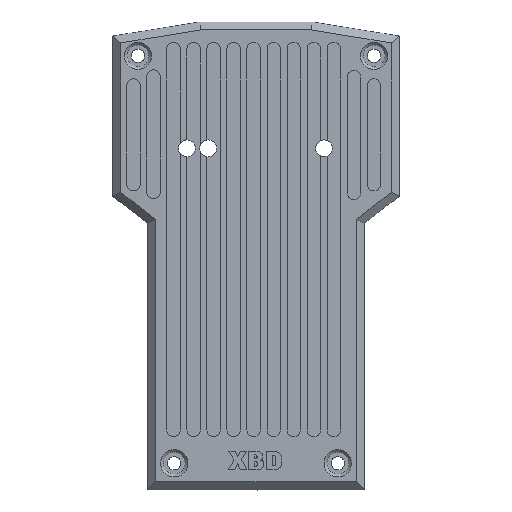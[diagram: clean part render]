
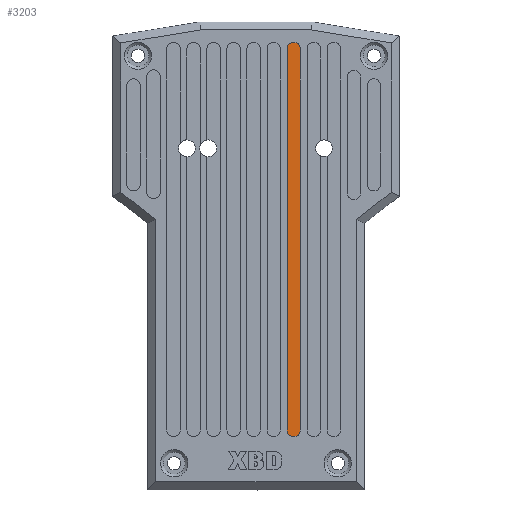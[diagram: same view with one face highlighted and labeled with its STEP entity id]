
A CAD part, top view. The second image highlights one B-rep face of the part: STEP entity #3203.
In plain terms, the highlighted planar face has unit normal (0, 0, 1).
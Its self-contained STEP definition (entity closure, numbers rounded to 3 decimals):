
#104=CIRCLE('',#3419,1.25);
#105=CIRCLE('',#3422,1.25);
#341=FACE_OUTER_BOUND('',#540,.T.);
#540=EDGE_LOOP('',(#2611,#2612,#2613,#2614));
#843=LINE('',#5378,#1172);
#847=LINE('',#5387,#1176);
#1172=VECTOR('',#3991,10.);
#1176=VECTOR('',#4001,10.);
#1513=VERTEX_POINT('',#5375);
#1514=VERTEX_POINT('',#5377);
#1515=VERTEX_POINT('',#5381);
#1516=VERTEX_POINT('',#5385);
#1900=EDGE_CURVE('',#1513,#1514,#843,.T.);
#1903=EDGE_CURVE('',#1515,#1513,#104,.T.);
#1905=EDGE_CURVE('',#1516,#1515,#847,.T.);
#1906=EDGE_CURVE('',#1514,#1516,#105,.T.);
#2611=ORIENTED_EDGE('',*,*,#1906,.F.);
#2612=ORIENTED_EDGE('',*,*,#1900,.F.);
#2613=ORIENTED_EDGE('',*,*,#1903,.F.);
#2614=ORIENTED_EDGE('',*,*,#1905,.F.);
#3053=PLANE('',#3423);
#3203=ADVANCED_FACE('',(#341),#3053,.T.);
#3419=AXIS2_PLACEMENT_3D('',#5383,#3996,#3997);
#3422=AXIS2_PLACEMENT_3D('',#5389,#4004,#4005);
#3423=AXIS2_PLACEMENT_3D('',#5390,#4006,#4007);
#3991=DIRECTION('',(0.,-1.,0.));
#3996=DIRECTION('center_axis',(0.,0.,-1.));
#3997=DIRECTION('ref_axis',(1.,0.,0.));
#4001=DIRECTION('',(0.,1.,0.));
#4004=DIRECTION('center_axis',(0.,0.,-1.));
#4005=DIRECTION('ref_axis',(-1.,0.,0.));
#4006=DIRECTION('center_axis',(0.,0.,1.));
#4007=DIRECTION('ref_axis',(-1.,0.,0.));
#5375=CARTESIAN_POINT('',(6.502,32.592,31.5));
#5377=CARTESIAN_POINT('',(6.502,-38.75,31.5));
#5378=CARTESIAN_POINT('',(6.502,-38.75,31.5));
#5381=CARTESIAN_POINT('',(4.002,32.592,31.5));
#5383=CARTESIAN_POINT('Origin',(5.252,32.592,31.5));
#5385=CARTESIAN_POINT('',(4.002,-38.75,31.5));
#5387=CARTESIAN_POINT('',(4.002,32.592,31.5));
#5389=CARTESIAN_POINT('Origin',(5.252,-38.75,31.5));
#5390=CARTESIAN_POINT('Origin',(5.252,-3.079,31.5));
